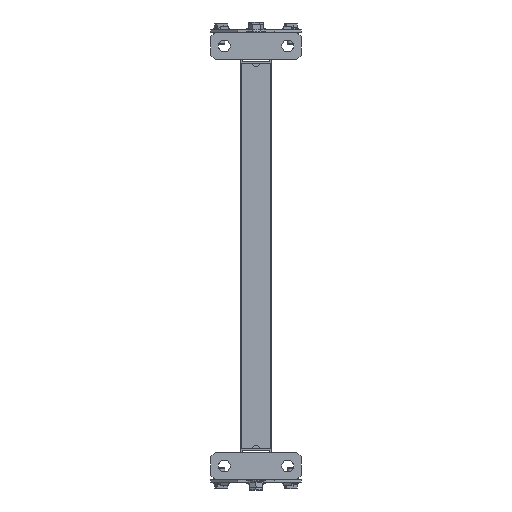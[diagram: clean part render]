
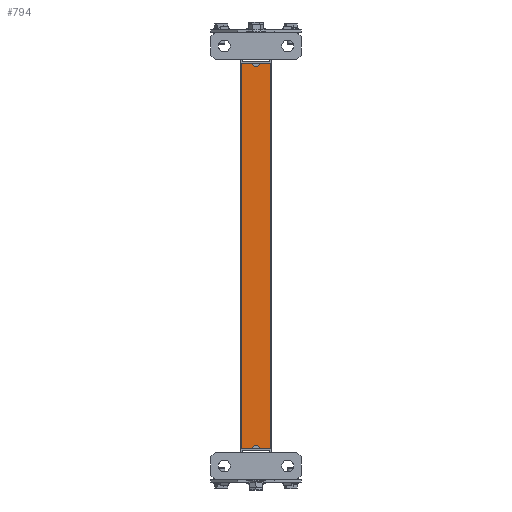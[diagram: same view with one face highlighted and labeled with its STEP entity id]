
A CAD part, front view. The second image highlights one B-rep face of the part: STEP entity #794.
In plain terms, the highlighted face is planar.
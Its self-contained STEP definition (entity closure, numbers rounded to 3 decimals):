
#180 = CIRCLE ( 'NONE', #3141, 4. ) ;
#230 = CARTESIAN_POINT ( 'NONE',  ( -4., 0., 17. ) ) ;
#264 = VERTEX_POINT ( 'NONE', #7941 ) ;
#291 = DIRECTION ( 'NONE',  ( 1., 0., 0. ) ) ;
#396 = DIRECTION ( 'NONE',  ( 1., 0., 0. ) ) ;
#571 = LINE ( 'NONE', #7329, #7989 ) ;
#794 = ADVANCED_FACE ( 'NONE', ( #7381 ), #6229, .F. ) ;
#941 = EDGE_CURVE ( 'NONE', #9613, #2898, #10215, .T. ) ;
#948 = VERTEX_POINT ( 'NONE', #9723 ) ;
#1245 = DIRECTION ( 'NONE',  ( 0., 0., 1. ) ) ;
#1257 = DIRECTION ( 'NONE',  ( 0., 0., -1. ) ) ;
#1352 = VERTEX_POINT ( 'NONE', #230 ) ;
#1362 = CARTESIAN_POINT ( 'NONE',  ( 4., 0., 17. ) ) ;
#1474 = VECTOR ( 'NONE', #10591, 1000. ) ;
#1608 = VERTEX_POINT ( 'NONE', #3886 ) ;
#1711 = ORIENTED_EDGE ( 'NONE', *, *, #941, .T. ) ;
#1760 = VECTOR ( 'NONE', #396, 1000. ) ;
#1997 = DIRECTION ( 'NONE',  ( 1., 0., 0. ) ) ;
#2081 = EDGE_CURVE ( 'NONE', #9613, #1352, #180, .T. ) ;
#2310 = CARTESIAN_POINT ( 'NONE',  ( -17., 0., 17. ) ) ;
#2771 = EDGE_CURVE ( 'NONE', #4181, #9837, #3922, .T. ) ;
#2898 = VERTEX_POINT ( 'NONE', #10624 ) ;
#3141 = AXIS2_PLACEMENT_3D ( 'NONE', #9596, #1245, #7918 ) ;
#3159 = VECTOR ( 'NONE', #1997, 1000. ) ;
#3164 = CARTESIAN_POINT ( 'NONE',  ( -17., 426., 17. ) ) ;
#3330 = VECTOR ( 'NONE', #4816, 1000. ) ;
#3886 = CARTESIAN_POINT ( 'NONE',  ( -4., 426., 17. ) ) ;
#3895 = CARTESIAN_POINT ( 'NONE',  ( 4., 426., 17. ) ) ;
#3922 = LINE ( 'NONE', #3164, #8622 ) ;
#3979 = ORIENTED_EDGE ( 'NONE', *, *, #9144, .T. ) ;
#4181 = VERTEX_POINT ( 'NONE', #3895 ) ;
#4349 = LINE ( 'NONE', #8132, #1474 ) ;
#4500 = DIRECTION ( 'NONE',  ( 0., 0., 1. ) ) ;
#4536 = CARTESIAN_POINT ( 'NONE',  ( -17., 426., 17. ) ) ;
#4816 = DIRECTION ( 'NONE',  ( 1., 0., 0. ) ) ;
#4872 = DIRECTION ( 'NONE',  ( 0., 1., 0. ) ) ;
#4939 = AXIS2_PLACEMENT_3D ( 'NONE', #10389, #4500, #291 ) ;
#5070 = EDGE_CURVE ( 'NONE', #1608, #4181, #6280, .T. ) ;
#5646 = ORIENTED_EDGE ( 'NONE', *, *, #5070, .F. ) ;
#5810 = AXIS2_PLACEMENT_3D ( 'NONE', #4536, #1257, #10460 ) ;
#6073 = LINE ( 'NONE', #6282, #1760 ) ;
#6229 = PLANE ( 'NONE',  #5810 ) ;
#6280 = CIRCLE ( 'NONE', #4939, 4. ) ;
#6282 = CARTESIAN_POINT ( 'NONE',  ( -17., 426., 17. ) ) ;
#6288 = ORIENTED_EDGE ( 'NONE', *, *, #2771, .F. ) ;
#6535 = ORIENTED_EDGE ( 'NONE', *, *, #2081, .F. ) ;
#7329 = CARTESIAN_POINT ( 'NONE',  ( 16., 426., 17. ) ) ;
#7381 = FACE_OUTER_BOUND ( 'NONE', #10667, .T. ) ;
#7764 = CARTESIAN_POINT ( 'NONE',  ( -17., 0., 17. ) ) ;
#7918 = DIRECTION ( 'NONE',  ( 1., 0., 0. ) ) ;
#7941 = CARTESIAN_POINT ( 'NONE',  ( -16., 0., 17. ) ) ;
#7989 = VECTOR ( 'NONE', #4872, 1000. ) ;
#8132 = CARTESIAN_POINT ( 'NONE',  ( -16., 426., 17. ) ) ;
#8195 = DIRECTION ( 'NONE',  ( 1., 0., 0. ) ) ;
#8457 = ORIENTED_EDGE ( 'NONE', *, *, #9024, .T. ) ;
#8460 = CARTESIAN_POINT ( 'NONE',  ( 16., 426., 17. ) ) ;
#8541 = EDGE_CURVE ( 'NONE', #948, #1608, #6073, .T. ) ;
#8622 = VECTOR ( 'NONE', #8195, 1000. ) ;
#9016 = LINE ( 'NONE', #7764, #3159 ) ;
#9024 = EDGE_CURVE ( 'NONE', #264, #1352, #9016, .T. ) ;
#9144 = EDGE_CURVE ( 'NONE', #948, #264, #4349, .T. ) ;
#9344 = EDGE_CURVE ( 'NONE', #2898, #9837, #571, .T. ) ;
#9487 = ORIENTED_EDGE ( 'NONE', *, *, #8541, .F. ) ;
#9596 = CARTESIAN_POINT ( 'NONE',  ( 0., 0., 17. ) ) ;
#9613 = VERTEX_POINT ( 'NONE', #1362 ) ;
#9723 = CARTESIAN_POINT ( 'NONE',  ( -16., 426., 17. ) ) ;
#9837 = VERTEX_POINT ( 'NONE', #8460 ) ;
#10215 = LINE ( 'NONE', #2310, #3330 ) ;
#10350 = ORIENTED_EDGE ( 'NONE', *, *, #9344, .T. ) ;
#10389 = CARTESIAN_POINT ( 'NONE',  ( 0., 426., 17. ) ) ;
#10460 = DIRECTION ( 'NONE',  ( -1., 0., 0. ) ) ;
#10591 = DIRECTION ( 'NONE',  ( 0., -1., 0. ) ) ;
#10624 = CARTESIAN_POINT ( 'NONE',  ( 16., 0., 17. ) ) ;
#10667 = EDGE_LOOP ( 'NONE', ( #8457, #6535, #1711, #10350, #6288, #5646, #9487, #3979 ) ) ;
